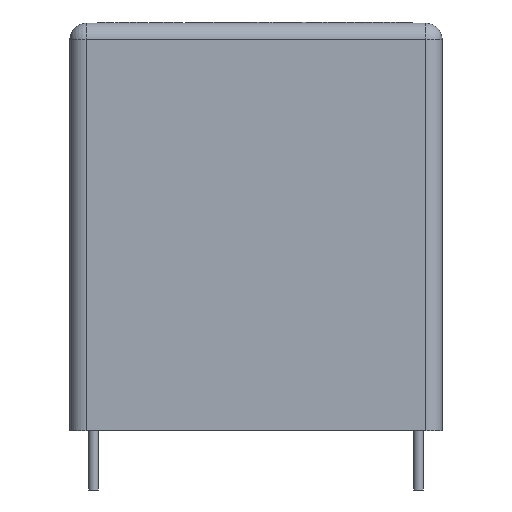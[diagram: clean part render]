
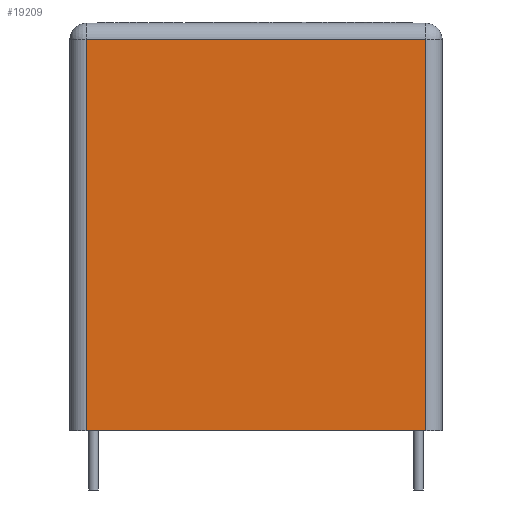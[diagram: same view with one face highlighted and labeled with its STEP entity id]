
A CAD part, front view. The second image highlights one B-rep face of the part: STEP entity #19209.
In plain terms, the highlighted planar face has unit normal (0, -1, 0).
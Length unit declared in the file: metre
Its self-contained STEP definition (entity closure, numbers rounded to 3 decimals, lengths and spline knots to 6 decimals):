
#1931=LINE('',#31431,#3454);
#1932=LINE('',#31434,#3455);
#1933=LINE('',#31436,#3456);
#1934=LINE('',#31438,#3457);
#3454=VECTOR('',#26759,1.);
#3455=VECTOR('',#26760,1.);
#3456=VECTOR('',#26761,1.);
#3457=VECTOR('',#26762,1.);
#5524=ORIENTED_EDGE('',*,*,#11310,.T.);
#5525=ORIENTED_EDGE('',*,*,#11311,.T.);
#5526=ORIENTED_EDGE('',*,*,#11312,.T.);
#5527=ORIENTED_EDGE('',*,*,#11313,.T.);
#11310=EDGE_CURVE('',#14203,#14204,#1931,.F.);
#11311=EDGE_CURVE('',#14204,#14205,#1932,.T.);
#11312=EDGE_CURVE('',#14205,#14206,#1933,.T.);
#11313=EDGE_CURVE('',#14206,#14203,#1934,.F.);
#14203=VERTEX_POINT('',#31432);
#14204=VERTEX_POINT('',#31433);
#14205=VERTEX_POINT('',#31435);
#14206=VERTEX_POINT('',#31437);
#16747=EDGE_LOOP('',(#5524,#5525,#5526,#5527));
#17828=FACE_BOUND('',#16747,.T.);
#18873=PLANE('',#26158);
#19209=ADVANCED_FACE('',(#17828),#18873,.F.);
#26158=AXIS2_PLACEMENT_3D('',#31430,#26757,#26758);
#26757=DIRECTION('',(0.,1.,0.));
#26758=DIRECTION('',(0.,0.,1.));
#26759=DIRECTION('',(1.,0.,0.));
#26760=DIRECTION('',(0.,0.,-1.));
#26761=DIRECTION('',(1.,0.,0.));
#26762=DIRECTION('',(0.,0.,-1.));
#31430=CARTESIAN_POINT('',(0.,-0.0085,0.0345));
#31431=CARTESIAN_POINT('',(-0.01575,-0.0085,0.0331));
#31432=CARTESIAN_POINT('',(0.01435,-0.0085,0.0331));
#31433=CARTESIAN_POINT('',(-0.01435,-0.0085,0.0331));
#31434=CARTESIAN_POINT('',(-0.01435,-0.0085,0.0345));
#31435=CARTESIAN_POINT('',(-0.01435,-0.0085,0.));
#31436=CARTESIAN_POINT('',(0.,-0.0085,0.));
#31437=CARTESIAN_POINT('',(0.01435,-0.0085,0.));
#31438=CARTESIAN_POINT('',(0.01435,-0.0085,0.0345));
